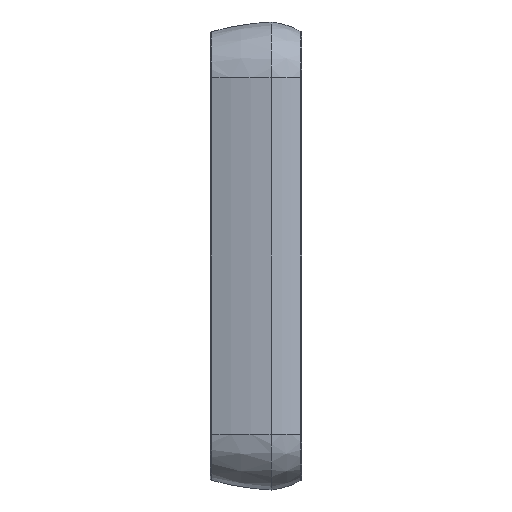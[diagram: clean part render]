
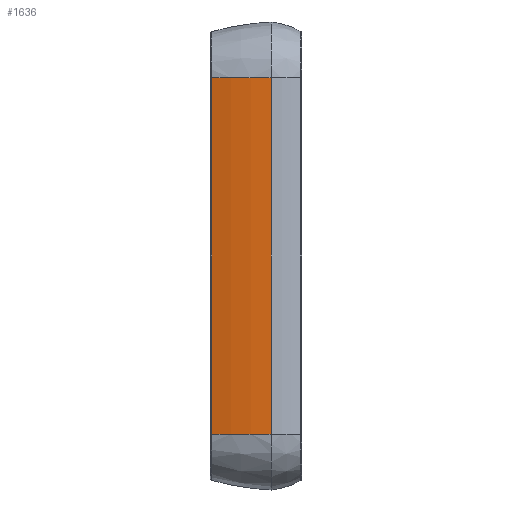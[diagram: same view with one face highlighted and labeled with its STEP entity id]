
A CAD part, front view. The second image highlights one B-rep face of the part: STEP entity #1636.
In plain terms, the highlighted cylindrical face has radius 25 mm (diameter 50 mm), a partial arc.
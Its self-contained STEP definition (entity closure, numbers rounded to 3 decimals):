
#1246 = VERTEX_POINT('',#1247);
#1247 = CARTESIAN_POINT('',(54.145,-39.607,-17.565));
#1264 = CYLINDRICAL_SURFACE('',#1265,0.2);
#1265 = AXIS2_PLACEMENT_3D('',#1266,#1267,#1268);
#1266 = CARTESIAN_POINT('',(54.2,-39.415,-17.565));
#1267 = DIRECTION('',(0.,0.,1.));
#1268 = DIRECTION('',(-0.799,-0.601,0.
    ));
#1318 = ( BOUNDED_SURFACE() B_SPLINE_SURFACE(2,2,(
    (#1319,#1320,#1321,#1322,#1323,#1324,#1325,#1326,#1327)
    ,(#1328,#1329,#1330,#1331,#1332,#1333,#1334,#1335,#1336)
    ,(#1337,#1338,#1339,#1340,#1341,#1342,#1343,#1344,#1345
)),.UNSPECIFIED.,.F.,.T.,.F.) B_SPLINE_SURFACE_WITH_KNOTS((3,3),(1,2,2,2
    ,2,2,1),(0.044,0.281),(-1.571,0.,
    1.571,3.142,4.712,6.283,
7.854),.UNSPECIFIED.) GEOMETRIC_REPRESENTATION_ITEM() 
RATIONAL_B_SPLINE_SURFACE((
    (1.,0.707,1.,0.707,1.,0.707,1.
      ,0.707,1.)
    ,(0.993,0.702,0.993,0.702
      ,0.993,0.702,0.993,0.702
      ,0.993)
    ,(1.,0.707,1.,0.707,1.,0.707,1.
,0.707,1.))) REPRESENTATION_ITEM('') SURFACE() );
#1319 = CARTESIAN_POINT('',(59.985,-40.564,-17.565));
#1320 = CARTESIAN_POINT('',(59.985,-40.564,
    -23.064));
#1321 = CARTESIAN_POINT('',(59.985,-35.065,-23.064));
#1322 = CARTESIAN_POINT('',(59.985,-29.566,
    -23.064));
#1323 = CARTESIAN_POINT('',(59.985,-29.566,-17.565));
#1324 = CARTESIAN_POINT('',(59.985,-29.566,-12.066)
  );
#1325 = CARTESIAN_POINT('',(59.985,-35.065,-12.066));
#1326 = CARTESIAN_POINT('',(59.985,-40.564,
    -12.066));
#1327 = CARTESIAN_POINT('',(59.985,-40.564,-17.565));
#1328 = CARTESIAN_POINT('',(57.008,-40.434,-17.565));
#1329 = CARTESIAN_POINT('',(57.008,-40.434,
    -22.934));
#1330 = CARTESIAN_POINT('',(57.008,-35.065,-22.934));
#1331 = CARTESIAN_POINT('',(57.008,-29.696,
    -22.934));
#1332 = CARTESIAN_POINT('',(57.008,-29.696,-17.565));
#1333 = CARTESIAN_POINT('',(57.008,-29.696,
    -12.196));
#1334 = CARTESIAN_POINT('',(57.008,-35.065,-12.196));
#1335 = CARTESIAN_POINT('',(57.008,-40.434,
    -12.196));
#1336 = CARTESIAN_POINT('',(57.008,-40.434,-17.565));
#1337 = CARTESIAN_POINT('',(54.145,-39.607,-17.565));
#1338 = CARTESIAN_POINT('',(54.145,-39.607,
    -22.107));
#1339 = CARTESIAN_POINT('',(54.145,-35.065,-22.107));
#1340 = CARTESIAN_POINT('',(54.145,-30.523,
    -22.107));
#1341 = CARTESIAN_POINT('',(54.145,-30.523,-17.565));
#1342 = CARTESIAN_POINT('',(54.145,-30.523,
    -13.023));
#1343 = CARTESIAN_POINT('',(54.145,-35.065,-13.023));
#1344 = CARTESIAN_POINT('',(54.145,-39.607,
    -13.023));
#1345 = CARTESIAN_POINT('',(54.145,-39.607,-17.565));
#1461 = VERTEX_POINT('',#1462);
#1462 = CARTESIAN_POINT('',(54.145,-39.607,17.565));
#1508 = EDGE_CURVE('',#1246,#1461,#1509,.T.);
#1509 = SURFACE_CURVE('',#1510,(#1514,#1521),.PCURVE_S1.);
#1510 = LINE('',#1511,#1512);
#1511 = CARTESIAN_POINT('',(54.145,-39.607,-17.565));
#1512 = VECTOR('',#1513,1.);
#1513 = DIRECTION('',(0.,0.,1.));
#1514 = PCURVE('',#1264,#1515);
#1515 = DEFINITIONAL_REPRESENTATION('',(#1516),#1520);
#1516 = LINE('',#1517,#1518);
#1517 = CARTESIAN_POINT('',(0.645,0.));
#1518 = VECTOR('',#1519,1.);
#1519 = DIRECTION('',(0.,1.));
#1520 = ( GEOMETRIC_REPRESENTATION_CONTEXT(2) 
PARAMETRIC_REPRESENTATION_CONTEXT() REPRESENTATION_CONTEXT('2D SPACE',''
  ) );
#1521 = PCURVE('',#1522,#1527);
#1522 = CYLINDRICAL_SURFACE('',#1523,25.);
#1523 = AXIS2_PLACEMENT_3D('',#1524,#1525,#1526);
#1524 = CARTESIAN_POINT('',(61.079,-15.588,-17.565));
#1525 = DIRECTION('',(0.,0.,1.));
#1526 = DIRECTION('',(-0.283,-0.959,0.
    ));
#1527 = DEFINITIONAL_REPRESENTATION('',(#1528),#1532);
#1528 = LINE('',#1529,#1530);
#1529 = CARTESIAN_POINT('',(0.006,0.));
#1530 = VECTOR('',#1531,1.);
#1531 = DIRECTION('',(0.,1.));
#1532 = ( GEOMETRIC_REPRESENTATION_CONTEXT(2) 
PARAMETRIC_REPRESENTATION_CONTEXT() REPRESENTATION_CONTEXT('2D SPACE',''
  ) );
#1580 = ( BOUNDED_SURFACE() B_SPLINE_SURFACE(2,2,(
    (#1581,#1582,#1583,#1584,#1585,#1586,#1587,#1588,#1589)
    ,(#1590,#1591,#1592,#1593,#1594,#1595,#1596,#1597,#1598)
    ,(#1599,#1600,#1601,#1602,#1603,#1604,#1605,#1606,#1607
)),.UNSPECIFIED.,.F.,.T.,.F.) B_SPLINE_SURFACE_WITH_KNOTS((3,3),(1,2,2,2
    ,2,2,1),(0.044,0.281),(-1.571,0.,
    1.571,3.142,4.712,6.283,
7.854),.UNSPECIFIED.) GEOMETRIC_REPRESENTATION_ITEM() 
RATIONAL_B_SPLINE_SURFACE((
    (1.,0.707,1.,0.707,1.,0.707,1.
      ,0.707,1.)
    ,(0.993,0.702,0.993,0.702
      ,0.993,0.702,0.993,0.702
      ,0.993)
    ,(1.,0.707,1.,0.707,1.,0.707,1.
,0.707,1.))) REPRESENTATION_ITEM('') SURFACE() );
#1581 = CARTESIAN_POINT('',(59.985,-40.564,17.565));
#1582 = CARTESIAN_POINT('',(59.985,-40.564,
    12.066));
#1583 = CARTESIAN_POINT('',(59.985,-35.065,12.066));
#1584 = CARTESIAN_POINT('',(59.985,-29.566,
    12.066));
#1585 = CARTESIAN_POINT('',(59.985,-29.566,17.565));
#1586 = CARTESIAN_POINT('',(59.985,-29.566,
    23.064));
#1587 = CARTESIAN_POINT('',(59.985,-35.065,23.064));
#1588 = CARTESIAN_POINT('',(59.985,-40.564,
    23.064));
#1589 = CARTESIAN_POINT('',(59.985,-40.564,17.565));
#1590 = CARTESIAN_POINT('',(57.008,-40.434,17.565));
#1591 = CARTESIAN_POINT('',(57.008,-40.434,
    12.196));
#1592 = CARTESIAN_POINT('',(57.008,-35.065,12.196));
#1593 = CARTESIAN_POINT('',(57.008,-29.696,
    12.196));
#1594 = CARTESIAN_POINT('',(57.008,-29.696,17.565));
#1595 = CARTESIAN_POINT('',(57.008,-29.696,
    22.934));
#1596 = CARTESIAN_POINT('',(57.008,-35.065,22.934));
#1597 = CARTESIAN_POINT('',(57.008,-40.434,
    22.934));
#1598 = CARTESIAN_POINT('',(57.008,-40.434,17.565));
#1599 = CARTESIAN_POINT('',(54.145,-39.607,17.565));
#1600 = CARTESIAN_POINT('',(54.145,-39.607,
    13.023));
#1601 = CARTESIAN_POINT('',(54.145,-35.065,13.023));
#1602 = CARTESIAN_POINT('',(54.145,-30.523,
    13.023));
#1603 = CARTESIAN_POINT('',(54.145,-30.523,17.565));
#1604 = CARTESIAN_POINT('',(54.145,-30.523,
    22.107));
#1605 = CARTESIAN_POINT('',(54.145,-35.065,22.107));
#1606 = CARTESIAN_POINT('',(54.145,-39.607,
    22.107));
#1607 = CARTESIAN_POINT('',(54.145,-39.607,17.565));
#1636 = ADVANCED_FACE('',(#1637),#1522,.T.);
#1637 = FACE_BOUND('',#1638,.T.);
#1638 = EDGE_LOOP('',(#1639,#1640,#1664,#1692));
#1639 = ORIENTED_EDGE('',*,*,#1508,.F.);
#1640 = ORIENTED_EDGE('',*,*,#1641,.F.);
#1641 = EDGE_CURVE('',#1642,#1246,#1644,.T.);
#1642 = VERTEX_POINT('',#1643);
#1643 = CARTESIAN_POINT('',(59.985,-40.564,-17.565));
#1644 = SURFACE_CURVE('',#1645,(#1650,#1657),.PCURVE_S1.);
#1645 = CIRCLE('',#1646,25.);
#1646 = AXIS2_PLACEMENT_3D('',#1647,#1648,#1649);
#1647 = CARTESIAN_POINT('',(61.079,-15.588,-17.565));
#1648 = DIRECTION('',(0.,0.,-1.));
#1649 = DIRECTION('',(-0.283,-0.959,0.
    ));
#1650 = PCURVE('',#1522,#1651);
#1651 = DEFINITIONAL_REPRESENTATION('',(#1652),#1656);
#1652 = LINE('',#1653,#1654);
#1653 = CARTESIAN_POINT('',(6.283,0.));
#1654 = VECTOR('',#1655,1.);
#1655 = DIRECTION('',(-1.,0.));
#1656 = ( GEOMETRIC_REPRESENTATION_CONTEXT(2) 
PARAMETRIC_REPRESENTATION_CONTEXT() REPRESENTATION_CONTEXT('2D SPACE',''
  ) );
#1657 = PCURVE('',#1318,#1658);
#1658 = DEFINITIONAL_REPRESENTATION('',(#1659),#1663);
#1659 = LINE('',#1660,#1661);
#1660 = CARTESIAN_POINT('',(-5.996,0.));
#1661 = VECTOR('',#1662,1.);
#1662 = DIRECTION('',(1.,0.));
#1663 = ( GEOMETRIC_REPRESENTATION_CONTEXT(2) 
PARAMETRIC_REPRESENTATION_CONTEXT() REPRESENTATION_CONTEXT('2D SPACE',''
  ) );
#1664 = ORIENTED_EDGE('',*,*,#1665,.F.);
#1665 = EDGE_CURVE('',#1666,#1642,#1668,.T.);
#1666 = VERTEX_POINT('',#1667);
#1667 = CARTESIAN_POINT('',(59.985,-40.564,17.565));
#1668 = SURFACE_CURVE('',#1669,(#1673,#1680),.PCURVE_S1.);
#1669 = LINE('',#1670,#1671);
#1670 = CARTESIAN_POINT('',(59.985,-40.564,17.565));
#1671 = VECTOR('',#1672,1.);
#1672 = DIRECTION('',(0.,0.,-1.));
#1673 = PCURVE('',#1522,#1674);
#1674 = DEFINITIONAL_REPRESENTATION('',(#1675),#1679);
#1675 = LINE('',#1676,#1677);
#1676 = CARTESIAN_POINT('',(0.243,35.13));
#1677 = VECTOR('',#1678,1.);
#1678 = DIRECTION('',(0.,-1.));
#1679 = ( GEOMETRIC_REPRESENTATION_CONTEXT(2) 
PARAMETRIC_REPRESENTATION_CONTEXT() REPRESENTATION_CONTEXT('2D SPACE',''
  ) );
#1680 = PCURVE('',#1681,#1686);
#1681 = CYLINDRICAL_SURFACE('',#1682,0.2);
#1682 = AXIS2_PLACEMENT_3D('',#1683,#1684,#1685);
#1683 = CARTESIAN_POINT('',(59.994,-40.365,-17.565));
#1684 = DIRECTION('',(0.,0.,1.));
#1685 = DIRECTION('',(0.029,-1.,
    0.));
#1686 = DEFINITIONAL_REPRESENTATION('',(#1687),#1691);
#1687 = LINE('',#1688,#1689);
#1688 = CARTESIAN_POINT('',(6.21,35.13));
#1689 = VECTOR('',#1690,1.);
#1690 = DIRECTION('',(0.,-1.));
#1691 = ( GEOMETRIC_REPRESENTATION_CONTEXT(2) 
PARAMETRIC_REPRESENTATION_CONTEXT() REPRESENTATION_CONTEXT('2D SPACE',''
  ) );
#1692 = ORIENTED_EDGE('',*,*,#1693,.T.);
#1693 = EDGE_CURVE('',#1666,#1461,#1694,.T.);
#1694 = SURFACE_CURVE('',#1695,(#1700,#1707),.PCURVE_S1.);
#1695 = CIRCLE('',#1696,25.);
#1696 = AXIS2_PLACEMENT_3D('',#1697,#1698,#1699);
#1697 = CARTESIAN_POINT('',(61.079,-15.588,17.565));
#1698 = DIRECTION('',(0.,0.,-1.));
#1699 = DIRECTION('',(-0.283,-0.959,0.
    ));
#1700 = PCURVE('',#1522,#1701);
#1701 = DEFINITIONAL_REPRESENTATION('',(#1702),#1706);
#1702 = LINE('',#1703,#1704);
#1703 = CARTESIAN_POINT('',(6.283,35.13));
#1704 = VECTOR('',#1705,1.);
#1705 = DIRECTION('',(-1.,0.));
#1706 = ( GEOMETRIC_REPRESENTATION_CONTEXT(2) 
PARAMETRIC_REPRESENTATION_CONTEXT() REPRESENTATION_CONTEXT('2D SPACE',''
  ) );
#1707 = PCURVE('',#1580,#1708);
#1708 = DEFINITIONAL_REPRESENTATION('',(#1709),#1713);
#1709 = LINE('',#1710,#1711);
#1710 = CARTESIAN_POINT('',(-5.996,6.283));
#1711 = VECTOR('',#1712,1.);
#1712 = DIRECTION('',(1.,0.));
#1713 = ( GEOMETRIC_REPRESENTATION_CONTEXT(2) 
PARAMETRIC_REPRESENTATION_CONTEXT() REPRESENTATION_CONTEXT('2D SPACE',''
  ) );
